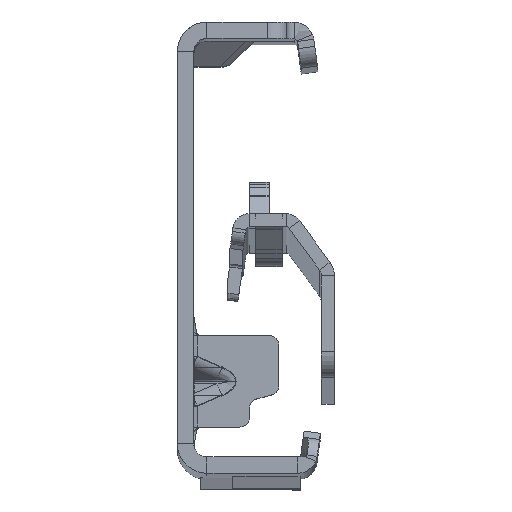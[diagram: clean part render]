
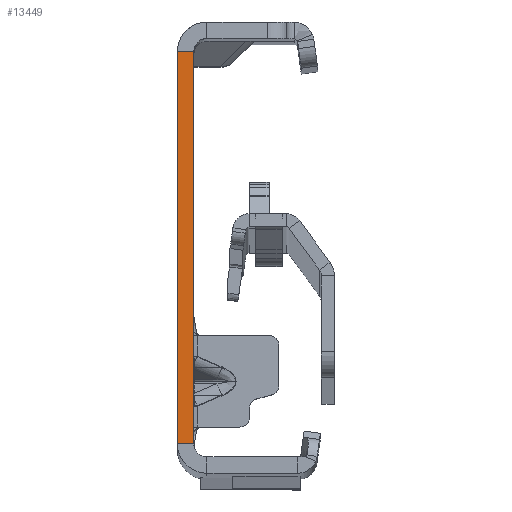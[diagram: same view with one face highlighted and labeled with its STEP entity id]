
A CAD part, top view. The second image highlights one B-rep face of the part: STEP entity #13449.
In plain terms, the highlighted planar face has unit normal (0, 0, 1).
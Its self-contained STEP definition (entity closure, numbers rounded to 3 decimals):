
#1363 = LINE ( 'NONE', #16561, #37873 ) ;
#1606 = LINE ( 'NONE', #16802, #16496 ) ;
#2304 = ORIENTED_EDGE ( 'NONE', *, *, #37336, .F. ) ;
#6172 = ORIENTED_EDGE ( 'NONE', *, *, #31022, .T. ) ;
#7488 = CARTESIAN_POINT ( 'NONE',  ( -2.5, -32., 0. ) ) ;
#9076 = EDGE_CURVE ( 'NONE', #45736, #38836, #37584, .T. ) ;
#9088 = DIRECTION ( 'NONE',  ( -1., 0., 0. ) ) ;
#10876 = DIRECTION ( 'NONE',  ( 1., 0., 0. ) ) ;
#12764 = EDGE_CURVE ( 'NONE', #31694, #31759, #1606, .T. ) ;
#13449 = ADVANCED_FACE ( 'NONE', ( #14112 ), #41221, .T. ) ;
#14112 = FACE_OUTER_BOUND ( 'NONE', #48525, .T. ) ;
#14628 = CARTESIAN_POINT ( 'NONE',  ( -2.5, -32., 0. ) ) ;
#15630 = CARTESIAN_POINT ( 'NONE',  ( 0., 30., 0. ) ) ;
#16496 = VECTOR ( 'NONE', #43892, 1000. ) ;
#16561 = CARTESIAN_POINT ( 'NONE',  ( 0., -30., 0. ) ) ;
#16802 = CARTESIAN_POINT ( 'NONE',  ( 0., -32., 0. ) ) ;
#16843 = VECTOR ( 'NONE', #48876, 1000. ) ;
#17752 = CARTESIAN_POINT ( 'NONE',  ( 0., 30., 0. ) ) ;
#20872 = CARTESIAN_POINT ( 'NONE',  ( -2.5, 30., 0. ) ) ;
#23373 = DIRECTION ( 'NONE',  ( 0., -1., 0. ) ) ;
#23457 = VECTOR ( 'NONE', #23373, 1000. ) ;
#29180 = LINE ( 'NONE', #17752, #16843 ) ;
#31022 = EDGE_CURVE ( 'NONE', #31694, #45736, #29180, .T. ) ;
#31694 = VERTEX_POINT ( 'NONE', #15630 ) ;
#31759 = VERTEX_POINT ( 'NONE', #42480 ) ;
#33207 = AXIS2_PLACEMENT_3D ( 'NONE', #14628, #44943, #10876 ) ;
#33551 = CARTESIAN_POINT ( 'NONE',  ( -2.5, -30., 0. ) ) ;
#37336 = EDGE_CURVE ( 'NONE', #31759, #38836, #1363, .T. ) ;
#37584 = LINE ( 'NONE', #7488, #23457 ) ;
#37873 = VECTOR ( 'NONE', #9088, 1000. ) ;
#38836 = VERTEX_POINT ( 'NONE', #33551 ) ;
#40628 = ORIENTED_EDGE ( 'NONE', *, *, #12764, .F. ) ;
#41221 = PLANE ( 'NONE',  #33207 ) ;
#42480 = CARTESIAN_POINT ( 'NONE',  ( 0., -30., 0. ) ) ;
#43892 = DIRECTION ( 'NONE',  ( 0., -1., 0. ) ) ;
#44943 = DIRECTION ( 'NONE',  ( 0., 0., 1. ) ) ;
#45736 = VERTEX_POINT ( 'NONE', #20872 ) ;
#47105 = ORIENTED_EDGE ( 'NONE', *, *, #9076, .T. ) ;
#48525 = EDGE_LOOP ( 'NONE', ( #40628, #6172, #47105, #2304 ) ) ;
#48876 = DIRECTION ( 'NONE',  ( -1., 0., 0. ) ) ;
